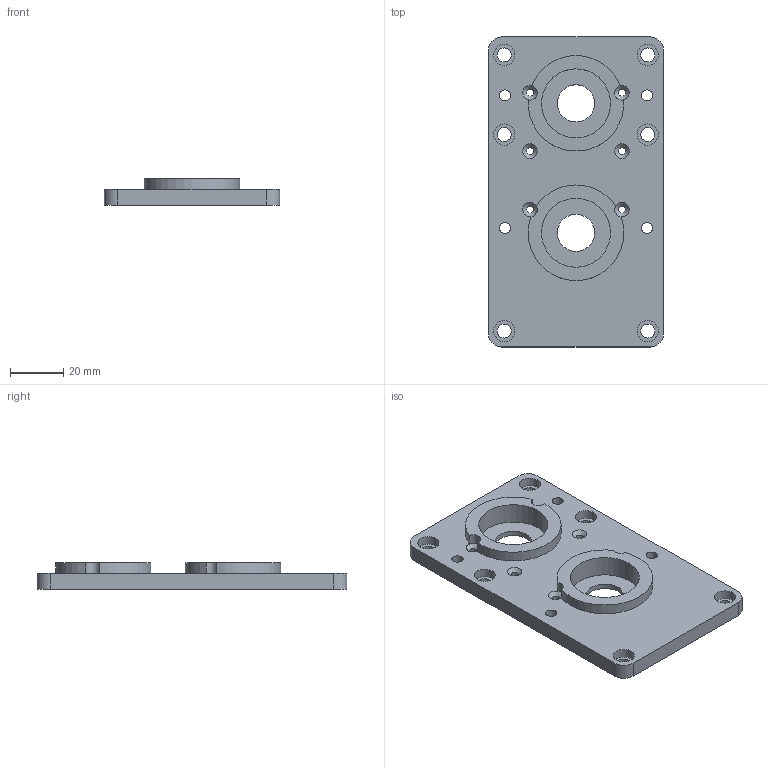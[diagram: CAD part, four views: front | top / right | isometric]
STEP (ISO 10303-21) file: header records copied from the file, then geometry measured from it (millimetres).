
FILE_DESCRIPTION (( 'STEP AP214' ), '1' );
FILE_NAME ('BRAS-USI-003A-support.STEP', '2023-09-22T06:04:21', ( '' ), ( '' ), 'SwSTEP 2.0', 'SolidWorks 2021', '' );
FILE_SCHEMA (( 'AUTOMOTIVE_DESIGN' ));
Length unit declared in the file: millimetre
Products named in the file (1): BRAS-USI-003A-support
Bounding box: 66 x 116.75 x 10 mm (x, y, z)
Volume: 43006.9 mm3; surface area: 20242.2 mm2
Topology: 1 solids, 1 shells, 60 faces, 152 edges, 100 vertices
Faces by surface type: cylinder 38, plane 16, cone 6
Full cylindrical faces by diameter (mm): 2.7 x6, 4.2 x4, 5.3 x6, 8 x6, 14 x2, 26 x2
Entity records: 1710 total; most frequent: DIRECTION 310, CARTESIAN_POINT 253, ORIENTED_EDGE 212, AXIS2_PLACEMENT_3D 143, EDGE_LOOP 134, EDGE_CURVE 106, FACE_OUTER_BOUND 86, VERTEX_POINT 86
